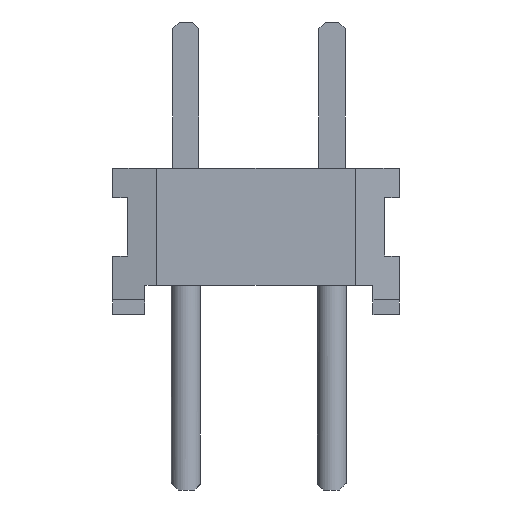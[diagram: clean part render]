
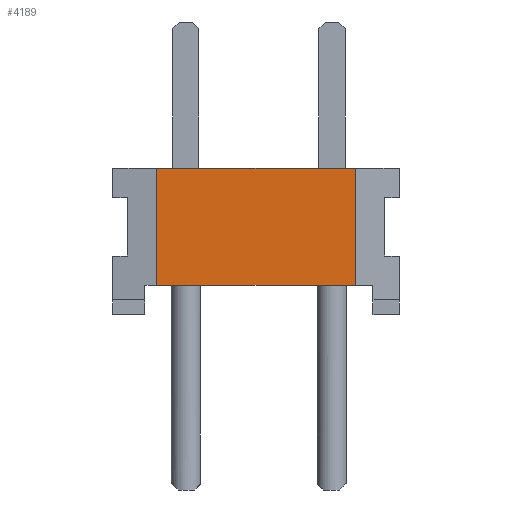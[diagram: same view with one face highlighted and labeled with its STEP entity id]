
A CAD part, left-side view. The second image highlights one B-rep face of the part: STEP entity #4189.
In plain terms, the highlighted planar face has unit normal (-1, 0, 0).
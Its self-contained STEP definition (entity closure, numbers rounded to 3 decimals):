
#4189 = ADVANCED_FACE('',(#4190),#4224,.F.);
#4190 = FACE_BOUND('',#4191,.T.);
#4191 = EDGE_LOOP('',(#4192,#4202,#4210,#4218));
#4192 = ORIENTED_EDGE('',*,*,#4193,.F.);
#4193 = EDGE_CURVE('',#4194,#4196,#4198,.T.);
#4194 = VERTEX_POINT('',#4195);
#4195 = CARTESIAN_POINT('',(-5.08,1.778,2.54));
#4196 = VERTEX_POINT('',#4197);
#4197 = CARTESIAN_POINT('',(-5.08,-1.676,2.54));
#4198 = LINE('',#4199,#4200);
#4199 = CARTESIAN_POINT('',(-5.08,2.54,2.54));
#4200 = VECTOR('',#4201,1.);
#4201 = DIRECTION('',(0.,-1.,0.));
#4202 = ORIENTED_EDGE('',*,*,#4203,.T.);
#4203 = EDGE_CURVE('',#4194,#4204,#4206,.T.);
#4204 = VERTEX_POINT('',#4205);
#4205 = CARTESIAN_POINT('',(-5.08,1.778,0.508));
#4206 = LINE('',#4207,#4208);
#4207 = CARTESIAN_POINT('',(-5.08,1.778,2.54));
#4208 = VECTOR('',#4209,1.);
#4209 = DIRECTION('',(0.,0.,-1.));
#4210 = ORIENTED_EDGE('',*,*,#4211,.T.);
#4211 = EDGE_CURVE('',#4204,#4212,#4214,.T.);
#4212 = VERTEX_POINT('',#4213);
#4213 = CARTESIAN_POINT('',(-5.08,-1.676,0.508));
#4214 = LINE('',#4215,#4216);
#4215 = CARTESIAN_POINT('',(-5.08,1.981,0.508));
#4216 = VECTOR('',#4217,1.);
#4217 = DIRECTION('',(0.,-1.,0.));
#4218 = ORIENTED_EDGE('',*,*,#4219,.T.);
#4219 = EDGE_CURVE('',#4212,#4196,#4220,.T.);
#4220 = LINE('',#4221,#4222);
#4221 = CARTESIAN_POINT('',(-5.08,-1.676,2.54));
#4222 = VECTOR('',#4223,1.);
#4223 = DIRECTION('',(0.,0.,1.));
#4224 = PLANE('',#4225);
#4225 = AXIS2_PLACEMENT_3D('',#4226,#4227,#4228);
#4226 = CARTESIAN_POINT('',(-5.08,2.54,2.54));
#4227 = DIRECTION('',(1.,0.,0.));
#4228 = DIRECTION('',(0.,1.,0.));
